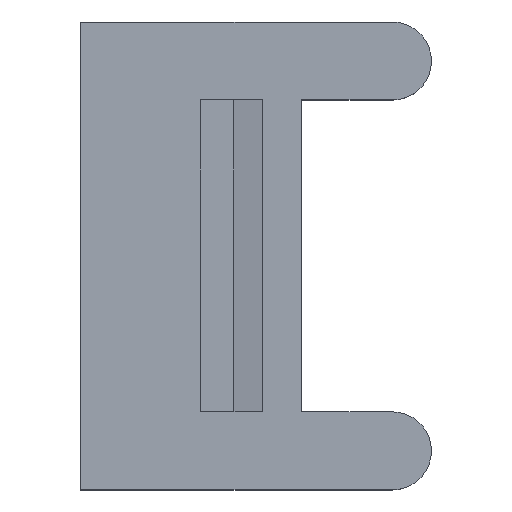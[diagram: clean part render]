
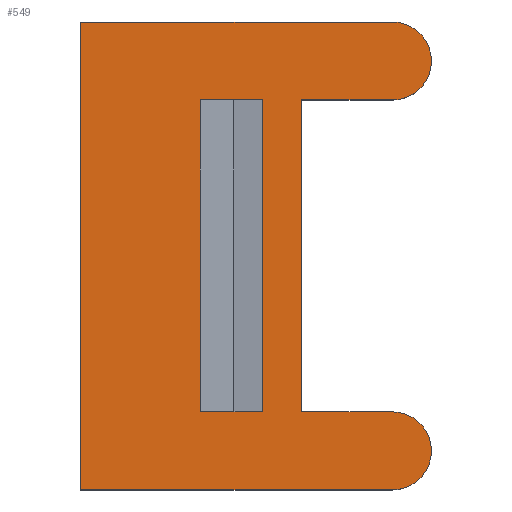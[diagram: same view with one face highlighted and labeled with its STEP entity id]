
A CAD part, top view. The second image highlights one B-rep face of the part: STEP entity #549.
In plain terms, the highlighted planar face has unit normal (0, 0, 1).
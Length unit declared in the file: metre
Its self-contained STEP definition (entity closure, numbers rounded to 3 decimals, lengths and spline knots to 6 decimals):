
#20=CIRCLE('',#593,0.0015);
#21=CIRCLE('',#594,0.0015);
#48=ORIENTED_EDGE('',*,*,#210,.T.);
#49=ORIENTED_EDGE('',*,*,#202,.F.);
#50=ORIENTED_EDGE('',*,*,#211,.F.);
#51=ORIENTED_EDGE('',*,*,#212,.T.);
#52=ORIENTED_EDGE('',*,*,#213,.F.);
#53=ORIENTED_EDGE('',*,*,#214,.T.);
#54=ORIENTED_EDGE('',*,*,#215,.F.);
#55=ORIENTED_EDGE('',*,*,#216,.T.);
#56=ORIENTED_EDGE('',*,*,#217,.F.);
#57=ORIENTED_EDGE('',*,*,#218,.T.);
#58=ORIENTED_EDGE('',*,*,#219,.T.);
#59=ORIENTED_EDGE('',*,*,#220,.F.);
#202=EDGE_CURVE('',#283,#284,#337,.T.);
#210=EDGE_CURVE('',#291,#284,#345,.T.);
#211=EDGE_CURVE('',#292,#283,#346,.T.);
#212=EDGE_CURVE('',#292,#293,#20,.T.);
#213=EDGE_CURVE('',#294,#293,#347,.T.);
#214=EDGE_CURVE('',#294,#295,#348,.T.);
#215=EDGE_CURVE('',#296,#295,#349,.T.);
#216=EDGE_CURVE('',#296,#291,#21,.T.);
#217=EDGE_CURVE('',#297,#298,#350,.T.);
#218=EDGE_CURVE('',#297,#299,#351,.T.);
#219=EDGE_CURVE('',#299,#300,#352,.T.);
#220=EDGE_CURVE('',#298,#300,#353,.T.);
#283=VERTEX_POINT('',#805);
#284=VERTEX_POINT('',#807);
#291=VERTEX_POINT('',#824);
#292=VERTEX_POINT('',#826);
#293=VERTEX_POINT('',#828);
#294=VERTEX_POINT('',#830);
#295=VERTEX_POINT('',#832);
#296=VERTEX_POINT('',#834);
#297=VERTEX_POINT('',#837);
#298=VERTEX_POINT('',#838);
#299=VERTEX_POINT('',#840);
#300=VERTEX_POINT('',#842);
#337=LINE('',#806,#402);
#345=LINE('',#823,#410);
#346=LINE('',#825,#411);
#347=LINE('',#829,#412);
#348=LINE('',#831,#413);
#349=LINE('',#833,#414);
#350=LINE('',#836,#415);
#351=LINE('',#839,#416);
#352=LINE('',#841,#417);
#353=LINE('',#843,#418);
#402=VECTOR('',#644,1.);
#410=VECTOR('',#656,1.);
#411=VECTOR('',#657,1.);
#412=VECTOR('',#660,1.);
#413=VECTOR('',#661,1.);
#414=VECTOR('',#662,1.);
#415=VECTOR('',#665,1.);
#416=VECTOR('',#666,1.);
#417=VECTOR('',#667,1.);
#418=VECTOR('',#668,1.);
#465=EDGE_LOOP('',(#48,#49,#50,#51,#52,#53,#54,#55));
#466=EDGE_LOOP('',(#56,#57,#58,#59));
#496=FACE_BOUND('',#465,.T.);
#497=FACE_BOUND('',#466,.T.);
#527=PLANE('',#592);
#549=ADVANCED_FACE('',(#496,#497),#527,.T.);
#592=AXIS2_PLACEMENT_3D('',#822,#654,#655);
#593=AXIS2_PLACEMENT_3D('',#827,#658,#659);
#594=AXIS2_PLACEMENT_3D('',#835,#663,#664);
#644=DIRECTION('',(0.,-1.,0.));
#654=DIRECTION('',(0.,0.,1.));
#655=DIRECTION('',(1.,0.,0.));
#656=DIRECTION('',(-1.,0.,0.));
#657=DIRECTION('',(-1.,0.,0.));
#658=DIRECTION('',(0.,0.,1.));
#659=DIRECTION('',(1.,0.,0.));
#660=DIRECTION('',(1.,0.,0.));
#661=DIRECTION('',(0.,-1.,0.));
#662=DIRECTION('',(-1.,0.,0.));
#663=DIRECTION('',(0.,0.,1.));
#664=DIRECTION('',(1.,0.,0.));
#665=DIRECTION('',(-1.,0.,0.));
#666=DIRECTION('',(0.,-1.,0.));
#667=DIRECTION('',(-1.,0.,0.));
#668=DIRECTION('',(0.,-1.,0.));
#805=CARTESIAN_POINT('',(-0.005,0.006,0.002));
#806=CARTESIAN_POINT('',(-0.005,0.00475,0.002));
#807=CARTESIAN_POINT('',(-0.005,-0.006,0.002));
#822=CARTESIAN_POINT('',(-0.00675,0.,0.002));
#823=CARTESIAN_POINT('',(-0.00325,-0.006,0.002));
#824=CARTESIAN_POINT('',(-0.0015,-0.006,0.002));
#825=CARTESIAN_POINT('',(-0.00325,0.006,0.002));
#826=CARTESIAN_POINT('',(-0.0015,0.006,0.002));
#827=CARTESIAN_POINT('',(-0.0015,0.0075,0.002));
#828=CARTESIAN_POINT('',(-0.0015,0.009,0.002));
#829=CARTESIAN_POINT('',(-0.00325,0.009,0.002));
#830=CARTESIAN_POINT('',(-0.0135,0.009,0.002));
#831=CARTESIAN_POINT('',(-0.0135,0.,0.002));
#832=CARTESIAN_POINT('',(-0.0135,-0.009,0.002));
#833=CARTESIAN_POINT('',(-0.00925,-0.009,0.002));
#834=CARTESIAN_POINT('',(-0.0015,-0.009,0.002));
#835=CARTESIAN_POINT('',(-0.0015,-0.0075,0.002));
#836=CARTESIAN_POINT('',(-0.0077,0.006,0.002));
#837=CARTESIAN_POINT('',(-0.0065,0.006,0.002));
#838=CARTESIAN_POINT('',(-0.0089,0.006,0.002));
#839=CARTESIAN_POINT('',(-0.0065,-0.003,0.002));
#840=CARTESIAN_POINT('',(-0.0065,-0.006,0.002));
#841=CARTESIAN_POINT('',(-0.0077,-0.006,0.002));
#842=CARTESIAN_POINT('',(-0.0089,-0.006,0.002));
#843=CARTESIAN_POINT('',(-0.0089,0.003,0.002));
